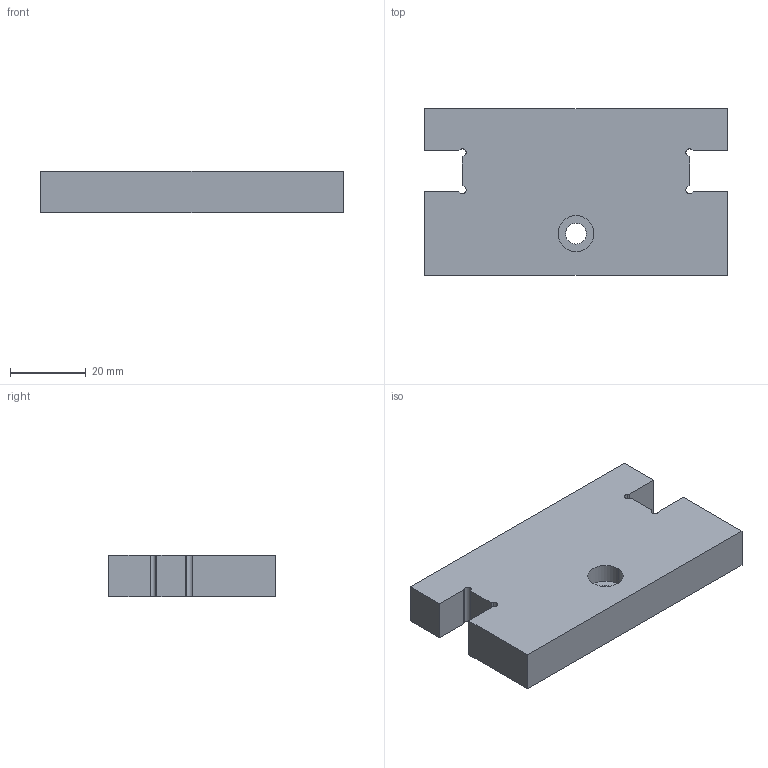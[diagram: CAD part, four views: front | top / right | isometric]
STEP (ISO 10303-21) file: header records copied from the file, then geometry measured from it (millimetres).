
FILE_DESCRIPTION (( 'STEP AP214' ), '1' );
FILE_NAME ('P-GuideBase.STEP', '2026-01-20T23:36:49', ( '' ), ( '' ), 'SwSTEP 2.0', 'SolidWorks 2026', '' );
FILE_SCHEMA (( 'AUTOMOTIVE_DESIGN' ));
Length unit declared in the file: millimetre
Products named in the file (1): P-GuideBase
Bounding box: 80 x 44 x 11 mm (x, y, z)
Volume: 35721.2 mm3; surface area: 10027.3 mm2
Topology: 1 solids, 1 shells, 33 faces, 90 edges, 60 vertices
Faces by surface type: plane 23, cylinder 10
Entity records: 1071 total; most frequent: CARTESIAN_POINT 184, ORIENTED_EDGE 180, DIRECTION 178, EDGE_CURVE 90, VECTOR 70, LINE 70, VERTEX_POINT 60, AXIS2_PLACEMENT_3D 54
